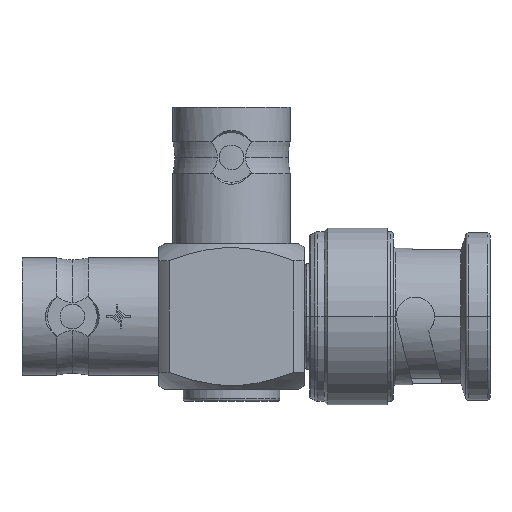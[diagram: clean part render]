
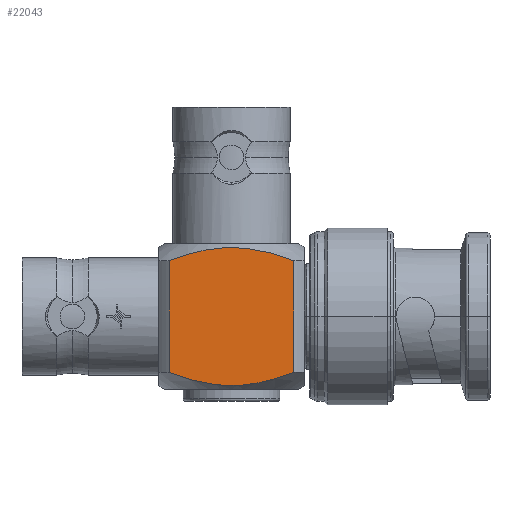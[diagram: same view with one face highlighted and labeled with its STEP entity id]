
A CAD part, front view. The second image highlights one B-rep face of the part: STEP entity #22043.
In plain terms, the highlighted planar face has unit normal (0, -1, 0).
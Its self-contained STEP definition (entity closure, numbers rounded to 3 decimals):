
#218 = CARTESIAN_POINT ( 'NONE',  ( -5.139, -6., -21.914 ) ) ;
#1856 = CARTESIAN_POINT ( 'NONE',  ( 3.472, -6., -12.101 ) ) ;
#1863 = DIRECTION ( 'NONE',  ( 0., 0., -1. ) ) ;
#2040 = CARTESIAN_POINT ( 'NONE',  ( 3.472, -6., -22.499 ) ) ;
#3785 = CARTESIAN_POINT ( 'NONE',  ( 5.139, -6., -12.686 ) ) ;
#3951 = CARTESIAN_POINT ( 'NONE',  ( 5.139, -6., -21.914 ) ) ;
#4503 = CARTESIAN_POINT ( 'NONE',  ( 5.139, -6., -12.686 ) ) ;
#4785 = FACE_OUTER_BOUND ( 'NONE', #20199, .T. ) ;
#4825 = CARTESIAN_POINT ( 'NONE',  ( -5.139, -6., -12.686 ) ) ;
#5104 = EDGE_CURVE ( 'NONE', #8263, #23549, #13860, .T. ) ;
#5312 = DIRECTION ( 'NONE',  ( 0., 1., 0. ) ) ;
#5518 = ORIENTED_EDGE ( 'NONE', *, *, #23189, .F. ) ;
#5848 = CARTESIAN_POINT ( 'NONE',  ( 0.897, -6., -23.011 ) ) ;
#6673 = CARTESIAN_POINT ( 'NONE',  ( 5.139, -6., -21.914 ) ) ;
#6748 = VECTOR ( 'NONE', #1863, 1000. ) ;
#7349 = LINE ( 'NONE', #9420, #6748 ) ;
#7477 = CARTESIAN_POINT ( 'NONE',  ( -3.468, -6., -12.1 ) ) ;
#7739 = CARTESIAN_POINT ( 'NONE',  ( -0.878, -6., -22.983 ) ) ;
#7887 = AXIS2_PLACEMENT_3D ( 'NONE', #16709, #5312, #18645 ) ;
#8129 = CARTESIAN_POINT ( 'NONE',  ( -5.139, -6., -23.3 ) ) ;
#8263 = VERTEX_POINT ( 'NONE', #6673 ) ;
#9411 = CARTESIAN_POINT ( 'NONE',  ( -1.75, -6., -11.725 ) ) ;
#9420 = CARTESIAN_POINT ( 'NONE',  ( 5.139, -6., -23.3 ) ) ;
#9666 = CARTESIAN_POINT ( 'NONE',  ( -2.182, -6., -22.796 ) ) ;
#10612 = EDGE_CURVE ( 'NONE', #23549, #20590, #14202, .T. ) ;
#11309 = CARTESIAN_POINT ( 'NONE',  ( -0.436, -6., -11.588 ) ) ;
#11577 = CARTESIAN_POINT ( 'NONE',  ( -4.313, -6., -22.224 ) ) ;
#12734 = ORIENTED_EDGE ( 'NONE', *, *, #15183, .F. ) ;
#13259 = CARTESIAN_POINT ( 'NONE',  ( 1.765, -6., -11.707 ) ) ;
#13303 = VERTEX_POINT ( 'NONE', #4503 ) ;
#13362 = CARTESIAN_POINT ( 'NONE',  ( 4.315, -6., -22.224 ) ) ;
#13860 = B_SPLINE_CURVE_WITH_KNOTS ( 'NONE', 3,
 ( #3951, #13362, #2040, #17267, #5848, #19176, #7739, #21085, #9666, #23014, #11577, #218 ),
 .UNSPECIFIED., .F., .F.,
 ( 4, 2, 2, 2, 2, 4 ),
 ( 0.019, 0.021, 0.024, 0.025, 0.027, 0.029 ),
 .UNSPECIFIED. ) ;
#14202 = LINE ( 'NONE', #8129, #19247 ) ;
#14226 = ORIENTED_EDGE ( 'NONE', *, *, #10612, .F. ) ;
#15098 = CARTESIAN_POINT ( 'NONE',  ( -4.313, -6., -12.376 ) ) ;
#15172 = CARTESIAN_POINT ( 'NONE',  ( 4.315, -6., -12.376 ) ) ;
#15183 = EDGE_CURVE ( 'NONE', #20590, #13303, #18708, .T. ) ;
#16709 = CARTESIAN_POINT ( 'NONE',  ( 6., -6., -23.3 ) ) ;
#17003 = CARTESIAN_POINT ( 'NONE',  ( -5.139, -6., -12.686 ) ) ;
#17267 = CARTESIAN_POINT ( 'NONE',  ( 1.765, -6., -22.893 ) ) ;
#18480 = PLANE ( 'NONE',  #7887 ) ;
#18645 = DIRECTION ( 'NONE',  ( 0., 0., 1. ) ) ;
#18708 = B_SPLINE_CURVE_WITH_KNOTS ( 'NONE', 3,
 ( #17003, #15098, #7477, #20822, #9411, #22744, #11309, #24676, #13259, #1856, #15172, #3785 ),
 .UNSPECIFIED., .F., .F.,
 ( 4, 2, 2, 2, 2, 4 ),
 ( 0.006, 0.009, 0.01, 0.012, 0.014, 0.017 ),
 .UNSPECIFIED. ) ;
#18994 = CARTESIAN_POINT ( 'NONE',  ( -5.139, -6., -21.914 ) ) ;
#19176 = CARTESIAN_POINT ( 'NONE',  ( -0.436, -6., -23.012 ) ) ;
#19247 = VECTOR ( 'NONE', #21476, 1000. ) ;
#20199 = EDGE_LOOP ( 'NONE', ( #23357, #5518, #12734, #14226 ) ) ;
#20590 = VERTEX_POINT ( 'NONE', #4825 ) ;
#20822 = CARTESIAN_POINT ( 'NONE',  ( -2.182, -6., -11.804 ) ) ;
#21085 = CARTESIAN_POINT ( 'NONE',  ( -1.75, -6., -22.875 ) ) ;
#21476 = DIRECTION ( 'NONE',  ( 0., 0., 1. ) ) ;
#22043 = ADVANCED_FACE ( 'NONE', ( #4785 ), #18480, .F. ) ;
#22744 = CARTESIAN_POINT ( 'NONE',  ( -0.878, -6., -11.617 ) ) ;
#23014 = CARTESIAN_POINT ( 'NONE',  ( -3.468, -6., -22.5 ) ) ;
#23189 = EDGE_CURVE ( 'NONE', #13303, #8263, #7349, .T. ) ;
#23357 = ORIENTED_EDGE ( 'NONE', *, *, #5104, .F. ) ;
#23549 = VERTEX_POINT ( 'NONE', #18994 ) ;
#24676 = CARTESIAN_POINT ( 'NONE',  ( 0.897, -6., -11.589 ) ) ;
